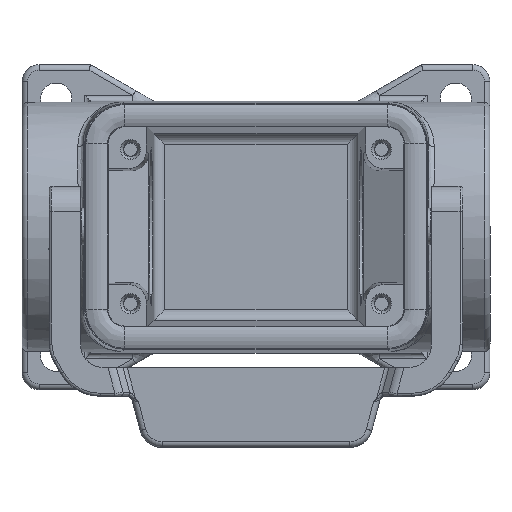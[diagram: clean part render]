
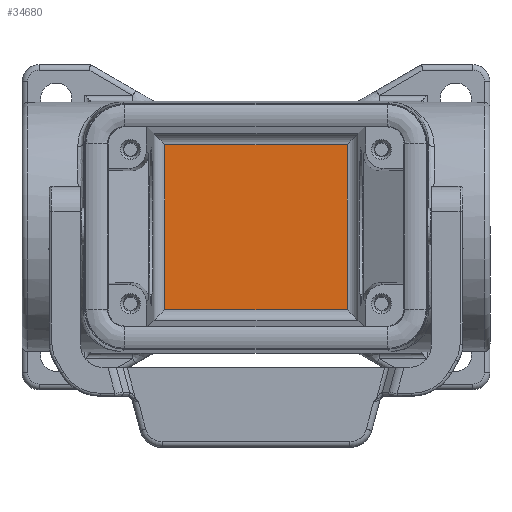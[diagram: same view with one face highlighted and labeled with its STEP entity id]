
A CAD part, top view. The second image highlights one B-rep face of the part: STEP entity #34680.
In plain terms, the highlighted face is planar.
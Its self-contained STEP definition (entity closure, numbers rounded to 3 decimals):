
#23960=CARTESIAN_POINT('',(50.637,47.697,67.));
#23970=VERTEX_POINT('',#23960);
#24150=CARTESIAN_POINT('',(18.745,47.697,67.));
#24160=VERTEX_POINT('',#24150);
#24190=CARTESIAN_POINT('',(82.382,47.697,67.));
#24200=DIRECTION('',(1.,0.,0.));
#24210=VECTOR('',#24200,1.);
#24220=LINE('',#24190,#24210);
#24230=EDGE_CURVE('',#24160,#23970,#24220,.T.);
#27080=CARTESIAN_POINT('',(50.637,0.,67.));
#27090=DIRECTION('',(0.,-1.,0.));
#27100=VECTOR('',#27090,1.);
#27110=LINE('',#27080,#27100);
#27120=CARTESIAN_POINT('',(50.637,18.805,67.));
#27130=VERTEX_POINT('',#27120);
#27140=EDGE_CURVE('',#23970,#27130,#27110,.T.);
#34450=CARTESIAN_POINT('',(0.,0.,67.
));
#34460=DIRECTION('',(0.,0.,1.));
#34470=DIRECTION('',(1.,0.,0.));
#34480=AXIS2_PLACEMENT_3D('',#34450,#34460,#34470);
#34490=PLANE('',#34480);
#34500=ORIENTED_EDGE('',*,*,#27140,.T.);
#34510=ORIENTED_EDGE('',*,*,#24230,.T.);
#34520=CARTESIAN_POINT('',(18.745,0.,67.));
#34530=DIRECTION('',(0.,-1.,0.));
#34540=VECTOR('',#34530,1.);
#34550=LINE('',#34520,#34540);
#34560=CARTESIAN_POINT('',(18.745,18.805,67.));
#34570=VERTEX_POINT('',#34560);
#34580=EDGE_CURVE('',#24160,#34570,#34550,.T.);
#34590=ORIENTED_EDGE('',*,*,#34580,.F.);
#34600=CARTESIAN_POINT('',(-13.,18.805,67.));
#34610=DIRECTION('',(1.,0.,0.));
#34620=VECTOR('',#34610,1.);
#34630=LINE('',#34600,#34620);
#34640=EDGE_CURVE('',#34570,#27130,#34630,.T.);
#34650=ORIENTED_EDGE('',*,*,#34640,.F.);
#34660=EDGE_LOOP('',(#34650,#34590,#34510,#34500));
#34670=FACE_OUTER_BOUND('',#34660,.T.);
#34680=ADVANCED_FACE('',(#34670),#34490,.F.);
